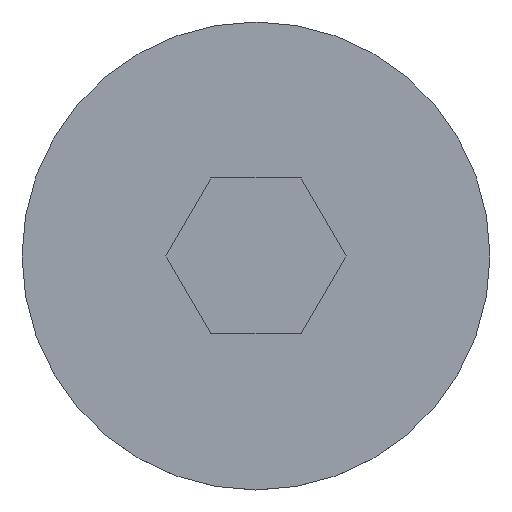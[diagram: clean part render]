
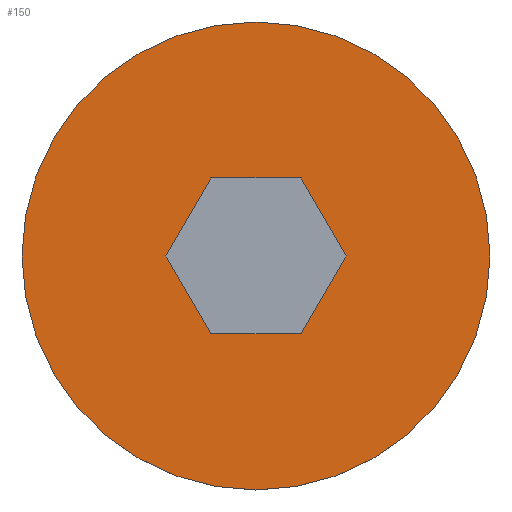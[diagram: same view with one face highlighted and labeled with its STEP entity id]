
A CAD part, top view. The second image highlights one B-rep face of the part: STEP entity #150.
In plain terms, the highlighted planar face has unit normal (0, 0, 1).
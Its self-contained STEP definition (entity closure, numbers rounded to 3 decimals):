
#150=ADVANCED_FACE('',(#304,#305),#306,.T.);
#304=FACE_BOUND('',#469,.T.);
#305=FACE_OUTER_BOUND('',#470,.T.);
#306=PLANE('',#471);
#469=EDGE_LOOP('',(#781,#782,#783,#784,#785,#786));
#470=EDGE_LOOP('',(#787,#788));
#471=AXIS2_PLACEMENT_3D('',#789,#790,#791);
#781=ORIENTED_EDGE('',*,*,#1050,.T.);
#782=ORIENTED_EDGE('',*,*,#952,.T.);
#783=ORIENTED_EDGE('',*,*,#944,.T.);
#784=ORIENTED_EDGE('',*,*,#1051,.T.);
#785=ORIENTED_EDGE('',*,*,#1048,.T.);
#786=ORIENTED_EDGE('',*,*,#1052,.T.);
#787=ORIENTED_EDGE('',*,*,#1053,.F.);
#788=ORIENTED_EDGE('',*,*,#1003,.F.);
#789=CARTESIAN_POINT('',(0.0,0.0,-0.551));
#790=DIRECTION('',(0.0,0.0,1.0));
#791=DIRECTION('',(1.0,0.0,0.0));
#944=EDGE_CURVE('',#1101,#1105,#1107,.T.);
#952=EDGE_CURVE('',#1115,#1101,#1119,.T.);
#1003=EDGE_CURVE('',#1194,#1192,#1196,.T.);
#1048=EDGE_CURVE('',#1253,#1257,#1259,.T.);
#1050=EDGE_CURVE('',#1261,#1115,#1262,.T.);
#1051=EDGE_CURVE('',#1105,#1253,#1263,.T.);
#1052=EDGE_CURVE('',#1257,#1261,#1264,.T.);
#1053=EDGE_CURVE('',#1192,#1194,#1265,.T.);
#1101=VERTEX_POINT('',#1320);
#1105=VERTEX_POINT('',#1326);
#1107=LINE('',#1329,#1330);
#1115=VERTEX_POINT('',#1338);
#1119=LINE('',#1344,#1345);
#1192=VERTEX_POINT('',#1436);
#1194=VERTEX_POINT('',#1439);
#1196=CIRCLE('',#1442,9.0);
#1253=VERTEX_POINT('',#1515);
#1257=VERTEX_POINT('',#1521);
#1259=LINE('',#1524,#1525);
#1261=VERTEX_POINT('',#1527);
#1262=LINE('',#1528,#1529);
#1263=LINE('',#1530,#1531);
#1264=LINE('',#1532,#1533);
#1265=CIRCLE('',#1534,9.0);
#1320=CARTESIAN_POINT('',(-1.732,3.0,-0.551));
#1326=CARTESIAN_POINT('',(1.732,3.0,-0.551));
#1329=CARTESIAN_POINT('',(0.866,3.0,-0.551));
#1330=VECTOR('',#1596,1.0);
#1338=CARTESIAN_POINT('',(-3.464,0.0,-0.551));
#1344=CARTESIAN_POINT('',(-2.165,2.25,-0.551));
#1345=VECTOR('',#1608,1.0);
#1436=CARTESIAN_POINT('',(9.0,0.0,-0.551));
#1439=CARTESIAN_POINT('',(-9.0,0.,-0.551));
#1442=AXIS2_PLACEMENT_3D('',#1674,#1675,#1676);
#1515=CARTESIAN_POINT('',(3.464,0.0,-0.551));
#1521=CARTESIAN_POINT('',(1.732,-3.0,-0.551));
#1524=CARTESIAN_POINT('',(2.165,-2.25,-0.551));
#1525=VECTOR('',#1732,1.0);
#1527=CARTESIAN_POINT('',(-1.732,-3.0,-0.551));
#1528=CARTESIAN_POINT('',(-3.031,-0.75,-0.551));
#1529=VECTOR('',#1733,1.0);
#1530=CARTESIAN_POINT('',(3.031,0.75,-0.551));
#1531=VECTOR('',#1734,1.0);
#1532=CARTESIAN_POINT('',(-0.866,-3.0,-0.551));
#1533=VECTOR('',#1735,1.0);
#1534=AXIS2_PLACEMENT_3D('',#1736,#1737,#1738);
#1596=DIRECTION('',(1.0,0.0,0.0));
#1608=DIRECTION('',(0.5,0.866,0.0));
#1674=CARTESIAN_POINT('',(0.0,0.0,-0.551));
#1675=DIRECTION('',(0.0,0.0,-1.0));
#1676=DIRECTION('',(1.0,0.0,0.0));
#1732=DIRECTION('',(-0.5,-0.866,0.0));
#1733=DIRECTION('',(-0.5,0.866,0.0));
#1734=DIRECTION('',(0.5,-0.866,0.0));
#1735=DIRECTION('',(-1.0,0.0,0.0));
#1736=CARTESIAN_POINT('',(0.0,0.0,-0.551));
#1737=DIRECTION('',(0.0,0.0,-1.0));
#1738=DIRECTION('',(1.0,0.0,0.0));
